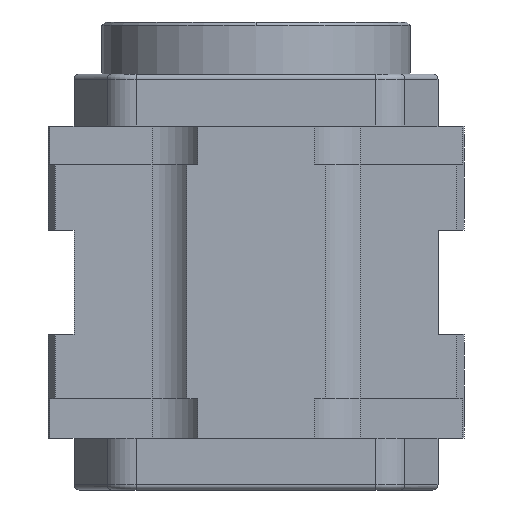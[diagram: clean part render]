
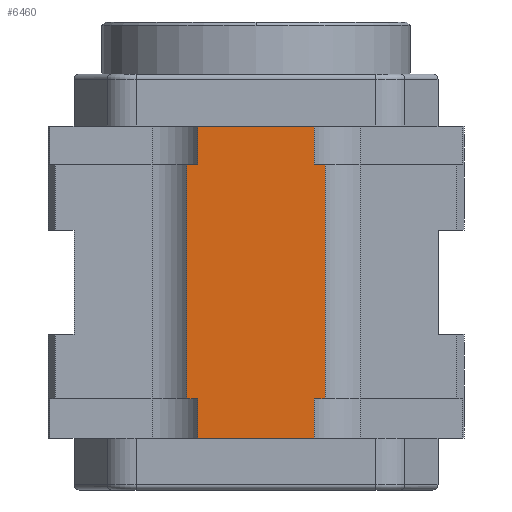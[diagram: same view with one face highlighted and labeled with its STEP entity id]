
A CAD part, front view. The second image highlights one B-rep face of the part: STEP entity #6460.
In plain terms, the highlighted planar face has unit normal (0, -1, 0).
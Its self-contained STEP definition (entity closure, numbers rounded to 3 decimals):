
#14 = EDGE_CURVE ( 'NONE', #3493, #5690, #3100, .T. ) ;
#24 = ORIENTED_EDGE ( 'NONE', *, *, #1013, .T. ) ;
#108 = EDGE_CURVE ( 'NONE', #3363, #5480, #1559, .T. ) ;
#205 = CARTESIAN_POINT ( 'NONE',  ( -3.373, -22.5, -9. ) ) ;
#410 = VERTEX_POINT ( 'NONE', #4909 ) ;
#433 = EDGE_CURVE ( 'NONE', #2377, #3493, #6231, .T. ) ;
#463 = VERTEX_POINT ( 'NONE', #2392 ) ;
#699 = VECTOR ( 'NONE', #1910, 1000. ) ;
#709 = CARTESIAN_POINT ( 'NONE',  ( 3.373, -22.5, -9. ) ) ;
#747 = ORIENTED_EDGE ( 'NONE', *, *, #5562, .F. ) ;
#894 = VERTEX_POINT ( 'NONE', #5700 ) ;
#905 = EDGE_CURVE ( 'NONE', #2995, #4980, #2920, .T. ) ;
#915 = CARTESIAN_POINT ( 'NONE',  ( 3.373, -22.5, -6.75 ) ) ;
#932 = ORIENTED_EDGE ( 'NONE', *, *, #8063, .T. ) ;
#1013 = EDGE_CURVE ( 'NONE', #7467, #5690, #1981, .T. ) ;
#1064 = VECTOR ( 'NONE', #3053, 1000. ) ;
#1086 = CARTESIAN_POINT ( 'NONE',  ( -2., -22.5, 9. ) ) ;
#1131 = LINE ( 'NONE', #1086, #1064 ) ;
#1222 = AXIS2_PLACEMENT_3D ( 'NONE', #6905, #6993, #3729 ) ;
#1313 = LINE ( 'NONE', #5380, #1618 ) ;
#1400 = LINE ( 'NONE', #3360, #7936 ) ;
#1481 = ORIENTED_EDGE ( 'NONE', *, *, #433, .F. ) ;
#1559 = LINE ( 'NONE', #4756, #7665 ) ;
#1583 = EDGE_CURVE ( 'NONE', #3363, #4980, #4736, .T. ) ;
#1618 = VECTOR ( 'NONE', #2730, 1000. ) ;
#1635 = CARTESIAN_POINT ( 'NONE',  ( 4., -22.5, 6.75 ) ) ;
#1727 = PLANE ( 'NONE',  #1222 ) ;
#1819 = CARTESIAN_POINT ( 'NONE',  ( 3.373, -22.5, -9. ) ) ;
#1865 = CARTESIAN_POINT ( 'NONE',  ( 3.373, -22.5, 6.75 ) ) ;
#1892 = VECTOR ( 'NONE', #3263, 1000. ) ;
#1910 = DIRECTION ( 'NONE',  ( 1., 0., 0. ) ) ;
#1968 = ORIENTED_EDGE ( 'NONE', *, *, #4045, .F. ) ;
#1981 = LINE ( 'NONE', #7839, #3812 ) ;
#2042 = DIRECTION ( 'NONE',  ( 0., 0., -1. ) ) ;
#2051 = CARTESIAN_POINT ( 'NONE',  ( -3.373, -22.5, -6.75 ) ) ;
#2062 = VECTOR ( 'NONE', #5343, 1000. ) ;
#2092 = LINE ( 'NONE', #2051, #2062 ) ;
#2136 = CARTESIAN_POINT ( 'NONE',  ( -2., -22.5, -9. ) ) ;
#2210 = ORIENTED_EDGE ( 'NONE', *, *, #108, .F. ) ;
#2292 = DIRECTION ( 'NONE',  ( 1., 0., 0. ) ) ;
#2377 = VERTEX_POINT ( 'NONE', #4803 ) ;
#2392 = CARTESIAN_POINT ( 'NONE',  ( 2., -22.5, 9. ) ) ;
#2435 = DIRECTION ( 'NONE',  ( 0., 0., -1. ) ) ;
#2542 = ORIENTED_EDGE ( 'NONE', *, *, #3766, .T. ) ;
#2587 = VERTEX_POINT ( 'NONE', #6800 ) ;
#2625 = LINE ( 'NONE', #7924, #1892 ) ;
#2628 = CARTESIAN_POINT ( 'NONE',  ( 2., -22.5, -9. ) ) ;
#2719 = EDGE_CURVE ( 'NONE', #7439, #2995, #2991, .T. ) ;
#2721 = EDGE_LOOP ( 'NONE', ( #3960, #2926, #24, #6886, #1481, #2542, #1968, #3302, #4267, #747, #2939, #6410, #932, #2210, #6791, #6742 ) ) ;
#2730 = DIRECTION ( 'NONE',  ( 1., 0., 0. ) ) ;
#2907 = CARTESIAN_POINT ( 'NONE',  ( 3.373, -22.5, -6.75 ) ) ;
#2920 = LINE ( 'NONE', #1819, #3674 ) ;
#2926 = ORIENTED_EDGE ( 'NONE', *, *, #4708, .T. ) ;
#2939 = ORIENTED_EDGE ( 'NONE', *, *, #6213, .F. ) ;
#2991 = LINE ( 'NONE', #2907, #7747 ) ;
#2995 = VERTEX_POINT ( 'NONE', #709 ) ;
#3051 = DIRECTION ( 'NONE',  ( -1., 0., 0. ) ) ;
#3053 = DIRECTION ( 'NONE',  ( -1., 0., 0. ) ) ;
#3100 = LINE ( 'NONE', #1865, #699 ) ;
#3247 = CARTESIAN_POINT ( 'NONE',  ( -3.373, -22.5, 6.75 ) ) ;
#3263 = DIRECTION ( 'NONE',  ( -1., 0., 0. ) ) ;
#3302 = ORIENTED_EDGE ( 'NONE', *, *, #3598, .T. ) ;
#3349 = DIRECTION ( 'NONE',  ( -1., 0., 0. ) ) ;
#3360 = CARTESIAN_POINT ( 'NONE',  ( -3.373, -22.5, 9. ) ) ;
#3363 = VERTEX_POINT ( 'NONE', #3952 ) ;
#3493 = VERTEX_POINT ( 'NONE', #4974 ) ;
#3524 = VECTOR ( 'NONE', #6663, 1000. ) ;
#3540 = VECTOR ( 'NONE', #2292, 1000. ) ;
#3557 = LINE ( 'NONE', #4058, #5028 ) ;
#3598 = EDGE_CURVE ( 'NONE', #6349, #4821, #1131, .T. ) ;
#3674 = VECTOR ( 'NONE', #3051, 1000. ) ;
#3729 = DIRECTION ( 'NONE',  ( 1., 0., 0. ) ) ;
#3766 = EDGE_CURVE ( 'NONE', #2377, #463, #2625, .T. ) ;
#3812 = VECTOR ( 'NONE', #4575, 1000. ) ;
#3952 = CARTESIAN_POINT ( 'NONE',  ( -2., -22.5, -9. ) ) ;
#3960 = ORIENTED_EDGE ( 'NONE', *, *, #2719, .F. ) ;
#4045 = EDGE_CURVE ( 'NONE', #6349, #463, #4730, .T. ) ;
#4058 = CARTESIAN_POINT ( 'NONE',  ( -4., -22.5, 6.75 ) ) ;
#4117 = CARTESIAN_POINT ( 'NONE',  ( -2., -22.5, 9. ) ) ;
#4123 = LINE ( 'NONE', #915, #3540 ) ;
#4126 = EDGE_CURVE ( 'NONE', #410, #2587, #1313, .T. ) ;
#4267 = ORIENTED_EDGE ( 'NONE', *, *, #7557, .T. ) ;
#4330 = CARTESIAN_POINT ( 'NONE',  ( -3.373, -22.5, 9. ) ) ;
#4351 = VECTOR ( 'NONE', #7291, 1000. ) ;
#4502 = VECTOR ( 'NONE', #7570, 1000. ) ;
#4575 = DIRECTION ( 'NONE',  ( 0., 0., 1. ) ) ;
#4665 = DIRECTION ( 'NONE',  ( 1., 0., 0. ) ) ;
#4708 = EDGE_CURVE ( 'NONE', #7439, #7467, #4123, .T. ) ;
#4730 = LINE ( 'NONE', #8463, #3524 ) ;
#4736 = LINE ( 'NONE', #2136, #5476 ) ;
#4756 = CARTESIAN_POINT ( 'NONE',  ( -2., -22.5, -9. ) ) ;
#4803 = CARTESIAN_POINT ( 'NONE',  ( 3.373, -22.5, 9. ) ) ;
#4821 = VERTEX_POINT ( 'NONE', #4330 ) ;
#4909 = CARTESIAN_POINT ( 'NONE',  ( -4., -22.5, -6.75 ) ) ;
#4974 = CARTESIAN_POINT ( 'NONE',  ( 3.373, -22.5, 6.75 ) ) ;
#4980 = VERTEX_POINT ( 'NONE', #2628 ) ;
#5028 = VECTOR ( 'NONE', #4665, 1000. ) ;
#5343 = DIRECTION ( 'NONE',  ( 0., 0., -1. ) ) ;
#5380 = CARTESIAN_POINT ( 'NONE',  ( -4., -22.5, -6.75 ) ) ;
#5476 = VECTOR ( 'NONE', #6155, 1000. ) ;
#5480 = VERTEX_POINT ( 'NONE', #205 ) ;
#5562 = EDGE_CURVE ( 'NONE', #894, #7052, #3557, .T. ) ;
#5690 = VERTEX_POINT ( 'NONE', #1635 ) ;
#5700 = CARTESIAN_POINT ( 'NONE',  ( -4., -22.5, 6.75 ) ) ;
#5767 = CARTESIAN_POINT ( 'NONE',  ( 4., -22.5, -6.75 ) ) ;
#5804 = CARTESIAN_POINT ( 'NONE',  ( 3.373, -22.5, -6.75 ) ) ;
#5917 = LINE ( 'NONE', #6471, #4351 ) ;
#6155 = DIRECTION ( 'NONE',  ( 1., 0., 0. ) ) ;
#6213 = EDGE_CURVE ( 'NONE', #410, #894, #5917, .T. ) ;
#6231 = LINE ( 'NONE', #6888, #4502 ) ;
#6349 = VERTEX_POINT ( 'NONE', #4117 ) ;
#6410 = ORIENTED_EDGE ( 'NONE', *, *, #4126, .T. ) ;
#6460 = ADVANCED_FACE ( 'NONE', ( #6947 ), #1727, .F. ) ;
#6471 = CARTESIAN_POINT ( 'NONE',  ( -4., -22.5, -6.75 ) ) ;
#6663 = DIRECTION ( 'NONE',  ( 1., 0., 0. ) ) ;
#6742 = ORIENTED_EDGE ( 'NONE', *, *, #905, .F. ) ;
#6791 = ORIENTED_EDGE ( 'NONE', *, *, #1583, .T. ) ;
#6800 = CARTESIAN_POINT ( 'NONE',  ( -3.373, -22.5, -6.75 ) ) ;
#6886 = ORIENTED_EDGE ( 'NONE', *, *, #14, .F. ) ;
#6888 = CARTESIAN_POINT ( 'NONE',  ( 3.373, -22.5, 9. ) ) ;
#6905 = CARTESIAN_POINT ( 'NONE',  ( 3.373, -22.5, 9. ) ) ;
#6947 = FACE_OUTER_BOUND ( 'NONE', #2721, .T. ) ;
#6993 = DIRECTION ( 'NONE',  ( 0., 1., 0. ) ) ;
#7052 = VERTEX_POINT ( 'NONE', #3247 ) ;
#7291 = DIRECTION ( 'NONE',  ( 0., 0., 1. ) ) ;
#7439 = VERTEX_POINT ( 'NONE', #5804 ) ;
#7467 = VERTEX_POINT ( 'NONE', #5767 ) ;
#7557 = EDGE_CURVE ( 'NONE', #4821, #7052, #1400, .T. ) ;
#7570 = DIRECTION ( 'NONE',  ( 0., 0., -1. ) ) ;
#7665 = VECTOR ( 'NONE', #3349, 1000. ) ;
#7747 = VECTOR ( 'NONE', #2435, 1000. ) ;
#7839 = CARTESIAN_POINT ( 'NONE',  ( 4., -22.5, -6.75 ) ) ;
#7924 = CARTESIAN_POINT ( 'NONE',  ( 3.373, -22.5, 9. ) ) ;
#7936 = VECTOR ( 'NONE', #2042, 1000. ) ;
#8063 = EDGE_CURVE ( 'NONE', #2587, #5480, #2092, .T. ) ;
#8463 = CARTESIAN_POINT ( 'NONE',  ( -2., -22.5, 9. ) ) ;
